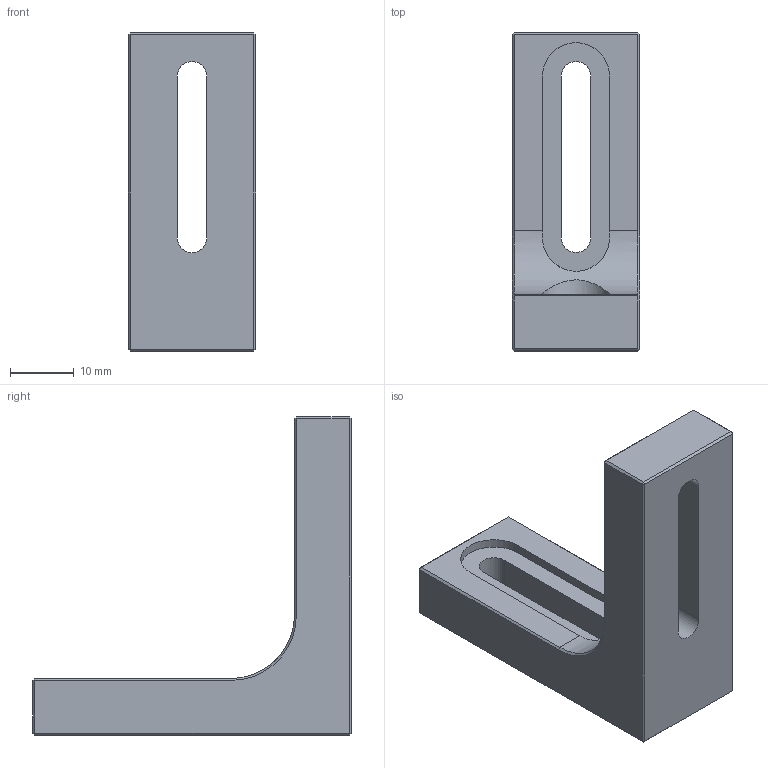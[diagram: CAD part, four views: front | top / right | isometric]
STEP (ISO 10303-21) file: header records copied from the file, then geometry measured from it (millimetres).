
FILE_DESCRIPTION (( 'STEP AP203' ), '1' );
FILE_NAME ('7.5.4.8_MCS-50A1_面包板垂直支架50mm，带M4双边沉头槽.STEP', '2022-10-26T03:24:17', ( '' ), ( '' ), 'SwSTEP 2.0', 'SolidWorks 2021', '' );
FILE_SCHEMA (( 'CONFIG_CONTROL_DESIGN' ));
Length unit declared in the file: millimetre
Products named in the file (1): 7.5.4.8_MCS-50A1_面包板垂直支架50mm，带M4双边沉头槽
Bounding box: 20 x 50 x 50 mm (x, y, z)
Volume: 13571.5 mm3; surface area: 6205.2 mm2
Topology: 1 solids, 1 shells, 60 faces, 140 edges, 82 vertices
Faces by surface type: plane 45, cylinder 13, cone 2
Entity records: 1819 total; most frequent: CARTESIAN_POINT 362, DIRECTION 288, ORIENTED_EDGE 280, EDGE_CURVE 140, VECTOR 108, LINE 108, AXIS2_PLACEMENT_3D 90, VERTEX_POINT 82
